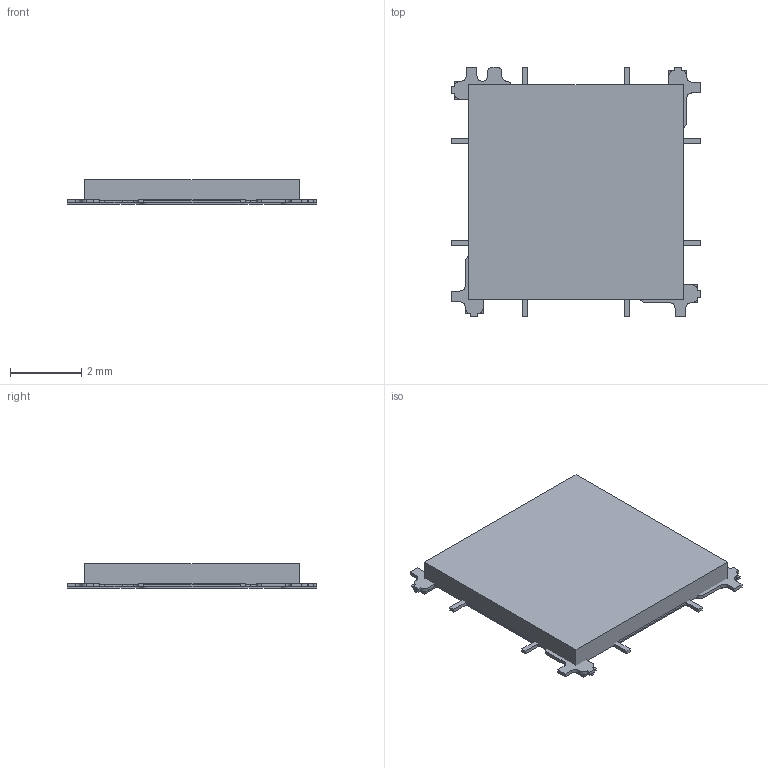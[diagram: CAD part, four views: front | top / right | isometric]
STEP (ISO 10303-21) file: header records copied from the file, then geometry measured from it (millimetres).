
FILE_DESCRIPTION((''),'2;1');
FILE_NAME('SENSL_MICROFB-60035-SMT_Part1.stp','2015-01-29T16:41:56',(''),(''),'Mechanical Desktop 2011','Mechanical Desktop 2011',', , ');
FILE_SCHEMA(('AUTOMOTIVE_DESIGN { 1 2 10303 214 1 1 1 1 }'));
Length unit declared in the file: millimetre
Products named in the file (1): Product
Bounding box: 7 x 7 x 0.7 mm (x, y, z)
Volume: 26.3 mm3; surface area: 214.7 mm2
Topology: 11 solids, 11 shells, 199 faces, 531 edges, 354 vertices
Faces by surface type: bspline 185, cylinder 11, plane 3
Entity records: 6789 total; most frequent: CARTESIAN_POINT 2256, ORIENTED_EDGE 1062, DIRECTION 671, EDGE_CURVE 531, VECTOR 421, LINE 421, VERTEX_POINT 354, EDGE_LOOP 199
